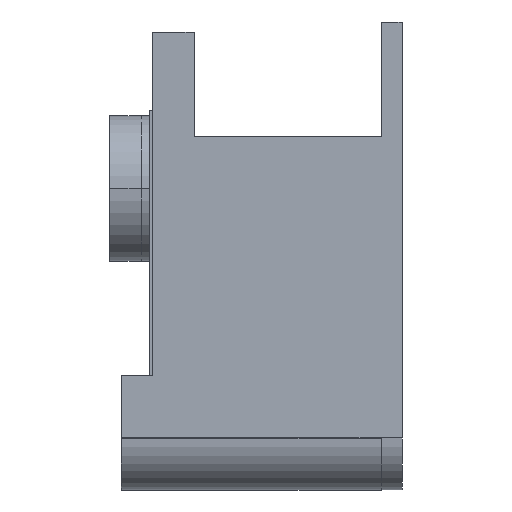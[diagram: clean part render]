
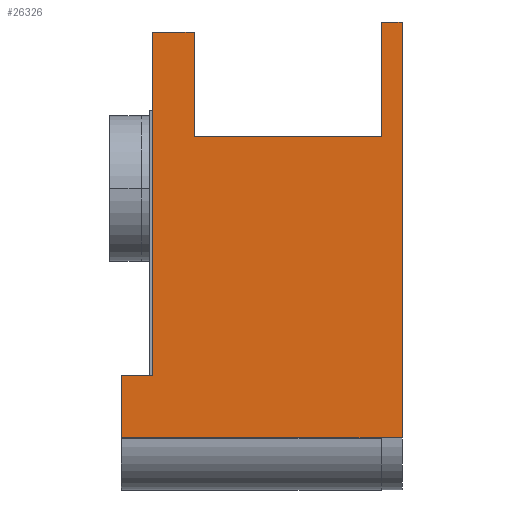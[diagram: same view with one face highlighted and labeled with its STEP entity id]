
A CAD part, left-side view. The second image highlights one B-rep face of the part: STEP entity #26326.
In plain terms, the highlighted planar face has unit normal (-1, 0, 0).
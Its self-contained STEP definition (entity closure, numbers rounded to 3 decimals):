
#172 = CARTESIAN_POINT ( 'NONE',  ( 0., 0., 0. ) ) ;
#1248 = EDGE_CURVE ( 'NONE', #2860, #37572, #22241, .T. ) ;
#2385 = VECTOR ( 'NONE', #15736, 1000. ) ;
#2860 = VERTEX_POINT ( 'NONE', #28443 ) ;
#3074 = DIRECTION ( 'NONE',  ( 0., 0., 1. ) ) ;
#3919 = DIRECTION ( 'NONE',  ( 0., -1., 0. ) ) ;
#4344 = EDGE_CURVE ( 'NONE', #6129, #28055, #29997, .T. ) ;
#5847 = EDGE_CURVE ( 'NONE', #22726, #11991, #30571, .T. ) ;
#6013 = AXIS2_PLACEMENT_3D ( 'NONE', #9673, #22431, #35179 ) ;
#6129 = VERTEX_POINT ( 'NONE', #35996 ) ;
#6209 = LINE ( 'NONE', #33581, #15860 ) ;
#7917 = VECTOR ( 'NONE', #32169, 1000. ) ;
#8192 = ORIENTED_EDGE ( 'NONE', *, *, #18463, .F. ) ;
#9395 = LINE ( 'NONE', #35533, #25682 ) ;
#9673 = CARTESIAN_POINT ( 'NONE',  ( 0., 20., 0. ) ) ;
#10315 = EDGE_CURVE ( 'NONE', #24918, #15488, #19207, .T. ) ;
#10631 = LINE ( 'NONE', #29648, #39883 ) ;
#10856 = ORIENTED_EDGE ( 'NONE', *, *, #21092, .F. ) ;
#10995 = DIRECTION ( 'NONE',  ( 0., -1., 0. ) ) ;
#11354 = CARTESIAN_POINT ( 'NONE',  ( 0., 200., -10. ) ) ;
#11991 = VERTEX_POINT ( 'NONE', #23264 ) ;
#12137 = DIRECTION ( 'NONE',  ( 0., 0., 1. ) ) ;
#12932 = CARTESIAN_POINT ( 'NONE',  ( 0., 200., -10. ) ) ;
#14331 = CARTESIAN_POINT ( 'NONE',  ( 0., 270., -400. ) ) ;
#14831 = EDGE_CURVE ( 'NONE', #15488, #20839, #10631, .T. ) ;
#15308 = CARTESIAN_POINT ( 'NONE',  ( 0., 20., -400. ) ) ;
#15488 = VERTEX_POINT ( 'NONE', #28792 ) ;
#15538 = EDGE_CURVE ( 'NONE', #21863, #2860, #6209, .T. ) ;
#15646 = VECTOR ( 'NONE', #31410, 1000. ) ;
#15736 = DIRECTION ( 'NONE',  ( 0., 0., 1. ) ) ;
#15860 = VECTOR ( 'NONE', #10995, 1000. ) ;
#15939 = FACE_OUTER_BOUND ( 'NONE', #36793, .T. ) ;
#16642 = EDGE_CURVE ( 'NONE', #11991, #28055, #28637, .T. ) ;
#16846 = DIRECTION ( 'NONE',  ( 0., -1., 0. ) ) ;
#17669 = CARTESIAN_POINT ( 'NONE',  ( 0., 20., 0. ) ) ;
#17973 = VECTOR ( 'NONE', #12137, 1000. ) ;
#18112 = DIRECTION ( 'NONE',  ( 0., 0., 1. ) ) ;
#18463 = EDGE_CURVE ( 'NONE', #37572, #24918, #31684, .T. ) ;
#18647 = CARTESIAN_POINT ( 'NONE',  ( 0., 240., -10. ) ) ;
#19207 = LINE ( 'NONE', #12932, #7917 ) ;
#19508 = VECTOR ( 'NONE', #31068, 1000. ) ;
#19554 = ORIENTED_EDGE ( 'NONE', *, *, #4344, .F. ) ;
#20073 = CARTESIAN_POINT ( 'NONE',  ( 0., 0., 0. ) ) ;
#20839 = VERTEX_POINT ( 'NONE', #33672 ) ;
#21092 = EDGE_CURVE ( 'NONE', #20839, #6129, #9395, .T. ) ;
#21416 = ORIENTED_EDGE ( 'NONE', *, *, #5847, .T. ) ;
#21863 = VERTEX_POINT ( 'NONE', #22270 ) ;
#22241 = LINE ( 'NONE', #31639, #2385 ) ;
#22270 = CARTESIAN_POINT ( 'NONE',  ( 0., 270., -340. ) ) ;
#22431 = DIRECTION ( 'NONE',  ( 1., 0., 0. ) ) ;
#22607 = VECTOR ( 'NONE', #16846, 1000. ) ;
#22726 = VERTEX_POINT ( 'NONE', #30565 ) ;
#23264 = CARTESIAN_POINT ( 'NONE',  ( 0., 0., -400. ) ) ;
#24393 = LINE ( 'NONE', #14331, #36926 ) ;
#24918 = VERTEX_POINT ( 'NONE', #11354 ) ;
#25682 = VECTOR ( 'NONE', #3074, 1000. ) ;
#26301 = ORIENTED_EDGE ( 'NONE', *, *, #15538, .F. ) ;
#26326 = ADVANCED_FACE ( 'NONE', ( #15939 ), #38320, .F. ) ;
#26538 = ORIENTED_EDGE ( 'NONE', *, *, #14831, .F. ) ;
#28055 = VERTEX_POINT ( 'NONE', #20073 ) ;
#28139 = CARTESIAN_POINT ( 'NONE',  ( 0., 0., -10. ) ) ;
#28443 = CARTESIAN_POINT ( 'NONE',  ( 0., 240., -340. ) ) ;
#28637 = LINE ( 'NONE', #172, #17973 ) ;
#28792 = CARTESIAN_POINT ( 'NONE',  ( 0., 200., -110. ) ) ;
#29528 = ORIENTED_EDGE ( 'NONE', *, *, #16642, .T. ) ;
#29648 = CARTESIAN_POINT ( 'NONE',  ( 0., 240., -110. ) ) ;
#29997 = LINE ( 'NONE', #17669, #22607 ) ;
#30565 = CARTESIAN_POINT ( 'NONE',  ( 0., 270., -400. ) ) ;
#30571 = LINE ( 'NONE', #15308, #15646 ) ;
#30572 = ORIENTED_EDGE ( 'NONE', *, *, #1248, .F. ) ;
#31068 = DIRECTION ( 'NONE',  ( 0., -1., 0. ) ) ;
#31410 = DIRECTION ( 'NONE',  ( 0., -1., 0. ) ) ;
#31639 = CARTESIAN_POINT ( 'NONE',  ( 0., 240., -340. ) ) ;
#31684 = LINE ( 'NONE', #28139, #19508 ) ;
#32169 = DIRECTION ( 'NONE',  ( 0., 0., -1. ) ) ;
#33581 = CARTESIAN_POINT ( 'NONE',  ( 0., 270., -340. ) ) ;
#33672 = CARTESIAN_POINT ( 'NONE',  ( 0., 20., -110. ) ) ;
#35179 = DIRECTION ( 'NONE',  ( 0., 0., -1. ) ) ;
#35533 = CARTESIAN_POINT ( 'NONE',  ( 0., 20., 0. ) ) ;
#35996 = CARTESIAN_POINT ( 'NONE',  ( 0., 20., 0. ) ) ;
#36793 = EDGE_LOOP ( 'NONE', ( #10856, #26538, #37927, #8192, #30572, #26301, #41282, #21416, #29528, #19554 ) ) ;
#36926 = VECTOR ( 'NONE', #18112, 1000. ) ;
#37572 = VERTEX_POINT ( 'NONE', #18647 ) ;
#37927 = ORIENTED_EDGE ( 'NONE', *, *, #10315, .F. ) ;
#38320 = PLANE ( 'NONE',  #6013 ) ;
#39883 = VECTOR ( 'NONE', #3919, 1000. ) ;
#40694 = EDGE_CURVE ( 'NONE', #22726, #21863, #24393, .T. ) ;
#41282 = ORIENTED_EDGE ( 'NONE', *, *, #40694, .F. ) ;
